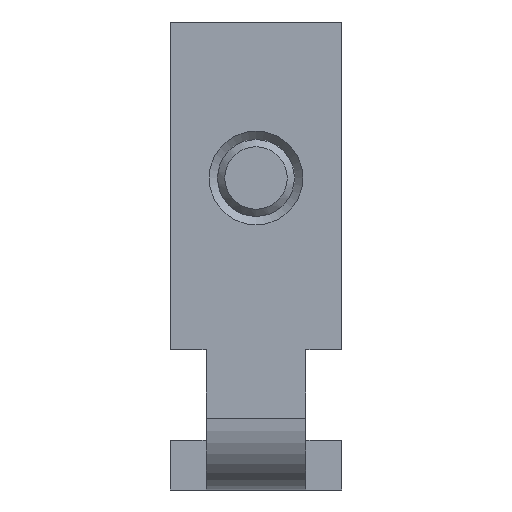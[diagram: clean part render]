
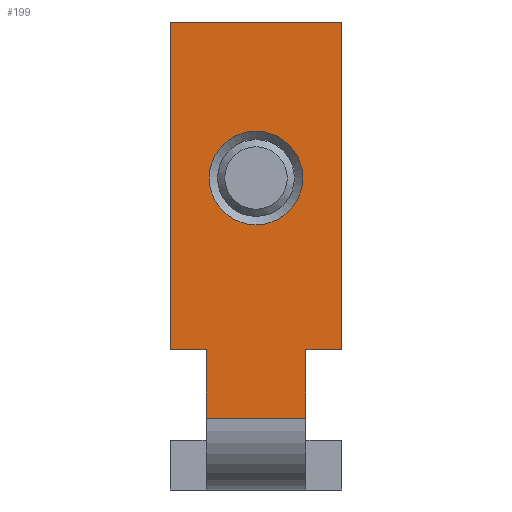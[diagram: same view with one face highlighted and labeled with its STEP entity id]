
A CAD part, front view. The second image highlights one B-rep face of the part: STEP entity #199.
In plain terms, the highlighted planar face has unit normal (0, -1, 0).
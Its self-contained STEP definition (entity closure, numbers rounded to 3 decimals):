
#199 = ADVANCED_FACE( '', ( #268, #269 ), #270, .F. );
#268 = FACE_BOUND( '', #367, .T. );
#269 = FACE_OUTER_BOUND( '', #368, .T. );
#270 = PLANE( '', #369 );
#367 = EDGE_LOOP( '', ( #549 ) );
#368 = EDGE_LOOP( '', ( #550, #551, #552, #553, #554, #555, #556, #557 ) );
#369 = AXIS2_PLACEMENT_3D( '', #558, #559, #560 );
#549 = ORIENTED_EDGE( '', *, *, #737, .T. );
#550 = ORIENTED_EDGE( '', *, *, #718, .T. );
#551 = ORIENTED_EDGE( '', *, *, #762, .T. );
#552 = ORIENTED_EDGE( '', *, *, #743, .T. );
#553 = ORIENTED_EDGE( '', *, *, #765, .F. );
#554 = ORIENTED_EDGE( '', *, *, #756, .F. );
#555 = ORIENTED_EDGE( '', *, *, #760, .T. );
#556 = ORIENTED_EDGE( '', *, *, #725, .F. );
#557 = ORIENTED_EDGE( '', *, *, #767, .T. );
#558 = CARTESIAN_POINT( '', ( 2.75, 0., 15. ) );
#559 = DIRECTION( '', ( 0., 1., 0. ) );
#560 = DIRECTION( '', ( 0., 0., 1. ) );
#718 = EDGE_CURVE( '', #805, #803, #806, .T. );
#725 = EDGE_CURVE( '', #817, #813, #819, .T. );
#737 = EDGE_CURVE( '', #842, #842, #843, .T. );
#743 = EDGE_CURVE( '', #853, #854, #855, .T. );
#756 = EDGE_CURVE( '', #877, #879, #880, .T. );
#760 = EDGE_CURVE( '', #877, #813, #884, .T. );
#762 = EDGE_CURVE( '', #803, #853, #886, .T. );
#765 = EDGE_CURVE( '', #879, #854, #889, .T. );
#767 = EDGE_CURVE( '', #817, #805, #891, .T. );
#803 = VERTEX_POINT( '', #944 );
#805 = VERTEX_POINT( '', #947 );
#806 = LINE( '', #948, #949 );
#813 = VERTEX_POINT( '', #957 );
#817 = VERTEX_POINT( '', #963 );
#819 = LINE( '', #966, #967 );
#842 = VERTEX_POINT( '', #998 );
#843 = CIRCLE( '', #999, 1.5 );
#853 = VERTEX_POINT( '', #1012 );
#854 = VERTEX_POINT( '', #1013 );
#855 = LINE( '', #1014, #1015 );
#877 = VERTEX_POINT( '', #1045 );
#879 = VERTEX_POINT( '', #1048 );
#880 = LINE( '', #1049, #1050 );
#884 = LINE( '', #1056, #1057 );
#886 = LINE( '', #1060, #1061 );
#889 = LINE( '', #1066, #1067 );
#891 = LINE( '', #1070, #1071 );
#944 = CARTESIAN_POINT( '', ( -2.75, 0., 4.5 ) );
#947 = CARTESIAN_POINT( '', ( -2.75, 0., 15. ) );
#948 = CARTESIAN_POINT( '', ( -2.75, 0., 15. ) );
#949 = VECTOR( '', #1168, 1000. );
#957 = CARTESIAN_POINT( '', ( 2.75, 0., 4.5 ) );
#963 = CARTESIAN_POINT( '', ( 2.75, 0., 15. ) );
#966 = CARTESIAN_POINT( '', ( 2.75, 0., 15. ) );
#967 = VECTOR( '', #1179, 1000. );
#998 = CARTESIAN_POINT( '', ( 0., 0., 11.5 ) );
#999 = AXIS2_PLACEMENT_3D( '', #1197, #1198, #1199 );
#1012 = CARTESIAN_POINT( '', ( -1.6, 0., 4.5 ) );
#1013 = CARTESIAN_POINT( '', ( -1.6, 0., 2.3 ) );
#1014 = CARTESIAN_POINT( '', ( -1.6, 0., 4.5 ) );
#1015 = VECTOR( '', #1209, 1000. );
#1045 = CARTESIAN_POINT( '', ( 1.6, 0., 4.5 ) );
#1048 = CARTESIAN_POINT( '', ( 1.6, 0., 2.3 ) );
#1049 = CARTESIAN_POINT( '', ( 1.6, 0., 4.5 ) );
#1050 = VECTOR( '', #1228, 1000. );
#1056 = CARTESIAN_POINT( '', ( 2.75, 0., 4.5 ) );
#1057 = VECTOR( '', #1234, 1000. );
#1060 = CARTESIAN_POINT( '', ( 2.75, 0., 4.5 ) );
#1061 = VECTOR( '', #1236, 1000. );
#1066 = CARTESIAN_POINT( '', ( 2.75, 0., 2.3 ) );
#1067 = VECTOR( '', #1239, 1000. );
#1070 = CARTESIAN_POINT( '', ( 2.75, 0., 15. ) );
#1071 = VECTOR( '', #1241, 1000. );
#1168 = DIRECTION( '', ( 0., 0., -1. ) );
#1179 = DIRECTION( '', ( 0., 0., -1. ) );
#1197 = CARTESIAN_POINT( '', ( 0., 0., 10. ) );
#1198 = DIRECTION( '', ( 0., 1., 0. ) );
#1199 = DIRECTION( '', ( 0., 0., 1. ) );
#1209 = DIRECTION( '', ( 0., 0., -1. ) );
#1228 = DIRECTION( '', ( 0., 0., -1. ) );
#1234 = DIRECTION( '', ( 1., 0., 0. ) );
#1236 = DIRECTION( '', ( 1., 0., 0. ) );
#1239 = DIRECTION( '', ( -1., 0., 0. ) );
#1241 = DIRECTION( '', ( -1., 0., 0. ) );
